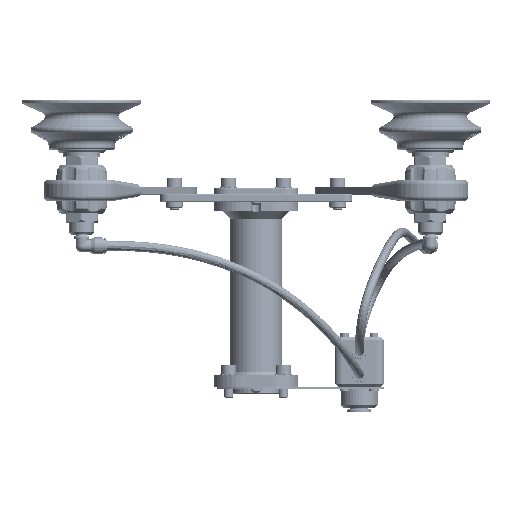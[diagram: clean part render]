
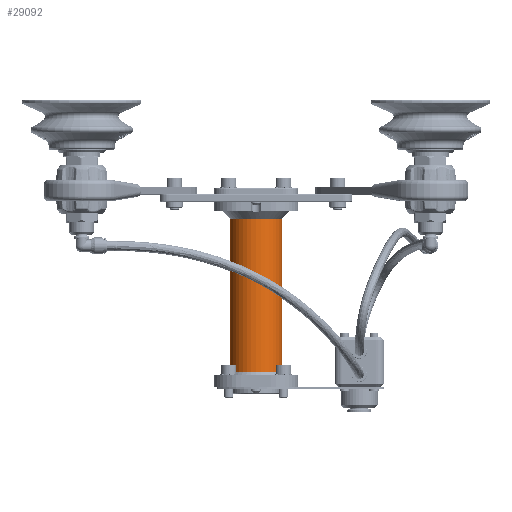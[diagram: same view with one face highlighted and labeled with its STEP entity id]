
A CAD part, top view. The second image highlights one B-rep face of the part: STEP entity #29092.
In plain terms, the highlighted cylindrical face has radius 17 mm (diameter 34 mm), a partial arc.
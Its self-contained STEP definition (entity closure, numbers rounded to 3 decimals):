
#1115 = EDGE_CURVE ( 'NONE', #52183, #78838, #2025, .T. ) ;
#2025 = CIRCLE ( 'NONE', #46590, 17. ) ;
#6706 = CIRCLE ( 'NONE', #18959, 17. ) ;
#9872 = DIRECTION ( 'NONE',  ( 0., -1., 0. ) ) ;
#11262 = ORIENTED_EDGE ( 'NONE', *, *, #1115, .T. ) ;
#11517 = DIRECTION ( 'NONE',  ( 1., 0., 0. ) ) ;
#18939 = DIRECTION ( 'NONE',  ( 0., -1., 0. ) ) ;
#18959 = AXIS2_PLACEMENT_3D ( 'NONE', #77900, #39479, #33706 ) ;
#19772 = EDGE_LOOP ( 'NONE', ( #90277, #11262, #50988, #82891 ) ) ;
#22049 = EDGE_CURVE ( 'NONE', #31367, #56661, #6706, .T. ) ;
#22956 = AXIS2_PLACEMENT_3D ( 'NONE', #77408, #80125, #11517 ) ;
#24337 = LINE ( 'NONE', #75724, #58539 ) ;
#25758 = CARTESIAN_POINT ( 'NONE',  ( 0., 114., 0. ) ) ;
#28761 = LINE ( 'NONE', #58130, #69907 ) ;
#29092 = ADVANCED_FACE ( 'NONE', ( #84657 ), #48127, .T. ) ;
#31367 = VERTEX_POINT ( 'NONE', #32850 ) ;
#32850 = CARTESIAN_POINT ( 'NONE',  ( -17., 14.3, 0. ) ) ;
#33706 = DIRECTION ( 'NONE',  ( 1., 0., 0. ) ) ;
#39479 = DIRECTION ( 'NONE',  ( 0., -1., 0. ) ) ;
#43673 = DIRECTION ( 'NONE',  ( 0., -1., 0. ) ) ;
#46590 = AXIS2_PLACEMENT_3D ( 'NONE', #25758, #18939, #55096 ) ;
#48127 = CYLINDRICAL_SURFACE ( 'NONE', #22956, 17. ) ;
#48754 = EDGE_CURVE ( 'NONE', #52183, #31367, #28761, .T. ) ;
#48918 = CARTESIAN_POINT ( 'NONE',  ( -17., 114., 0. ) ) ;
#50988 = ORIENTED_EDGE ( 'NONE', *, *, #56264, .T. ) ;
#52183 = VERTEX_POINT ( 'NONE', #48918 ) ;
#55096 = DIRECTION ( 'NONE',  ( 1., 0., 0. ) ) ;
#56264 = EDGE_CURVE ( 'NONE', #78838, #56661, #24337, .T. ) ;
#56661 = VERTEX_POINT ( 'NONE', #66578 ) ;
#58130 = CARTESIAN_POINT ( 'NONE',  ( -17., -1000., 0. ) ) ;
#58539 = VECTOR ( 'NONE', #9872, 1000. ) ;
#66578 = CARTESIAN_POINT ( 'NONE',  ( 17., 14.3, 0. ) ) ;
#69907 = VECTOR ( 'NONE', #43673, 1000. ) ;
#75724 = CARTESIAN_POINT ( 'NONE',  ( 17., -1000., 0. ) ) ;
#77408 = CARTESIAN_POINT ( 'NONE',  ( 0., -1000., 0. ) ) ;
#77900 = CARTESIAN_POINT ( 'NONE',  ( 0., 14.3, 0. ) ) ;
#78838 = VERTEX_POINT ( 'NONE', #86847 ) ;
#80125 = DIRECTION ( 'NONE',  ( 0., -1., 0. ) ) ;
#82891 = ORIENTED_EDGE ( 'NONE', *, *, #22049, .F. ) ;
#84657 = FACE_OUTER_BOUND ( 'NONE', #19772, .T. ) ;
#86847 = CARTESIAN_POINT ( 'NONE',  ( 17., 114., 0. ) ) ;
#90277 = ORIENTED_EDGE ( 'NONE', *, *, #48754, .F. ) ;
